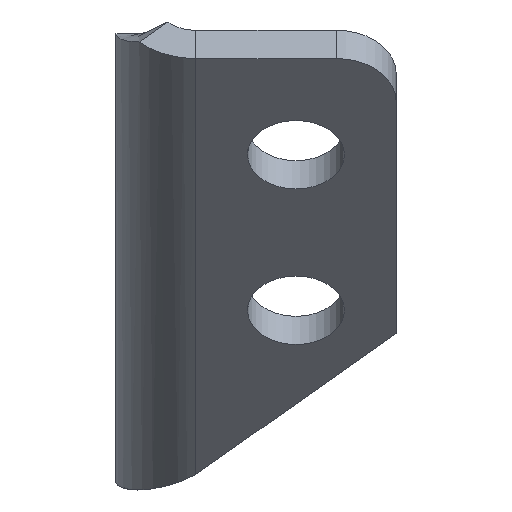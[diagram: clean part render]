
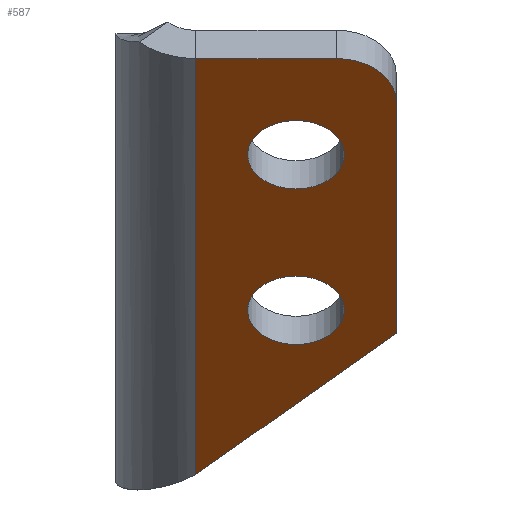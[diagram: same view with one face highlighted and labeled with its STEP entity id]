
A CAD part, left-side view. The second image highlights one B-rep face of the part: STEP entity #587.
In plain terms, the highlighted planar face has unit normal (-0.707, 0, -0.707).
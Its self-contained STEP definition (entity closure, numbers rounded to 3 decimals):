
#25=FACE_BOUND('',#120,.T.);
#26=FACE_BOUND('',#121,.T.);
#50=CIRCLE('',#641,3.);
#51=CIRCLE('',#642,2.42);
#52=CIRCLE('',#643,2.42);
#84=FACE_OUTER_BOUND('',#119,.T.);
#119=EDGE_LOOP('',(#422,#423,#424,#425,#426));
#120=EDGE_LOOP('',(#427));
#121=EDGE_LOOP('',(#428));
#164=LINE('',#856,#217);
#165=LINE('',#859,#218);
#172=LINE('',#895,#225);
#173=LINE('',#898,#226);
#217=VECTOR('',#693,10.);
#218=VECTOR('',#696,10.);
#225=VECTOR('',#719,10.);
#226=VECTOR('',#722,10.);
#266=VERTEX_POINT('',#847);
#270=VERTEX_POINT('',#854);
#271=VERTEX_POINT('',#858);
#281=VERTEX_POINT('',#894);
#282=VERTEX_POINT('',#896);
#283=VERTEX_POINT('',#899);
#284=VERTEX_POINT('',#901);
#322=EDGE_CURVE('',#266,#270,#164,.T.);
#323=EDGE_CURVE('',#271,#266,#165,.T.);
#337=EDGE_CURVE('',#270,#281,#172,.T.);
#338=EDGE_CURVE('',#281,#282,#50,.T.);
#339=EDGE_CURVE('',#282,#271,#173,.T.);
#340=EDGE_CURVE('',#283,#283,#51,.T.);
#341=EDGE_CURVE('',#284,#284,#52,.T.);
#422=ORIENTED_EDGE('',*,*,#323,.T.);
#423=ORIENTED_EDGE('',*,*,#322,.T.);
#424=ORIENTED_EDGE('',*,*,#337,.T.);
#425=ORIENTED_EDGE('',*,*,#338,.T.);
#426=ORIENTED_EDGE('',*,*,#339,.T.);
#427=ORIENTED_EDGE('',*,*,#340,.T.);
#428=ORIENTED_EDGE('',*,*,#341,.T.);
#570=PLANE('',#640);
#587=ADVANCED_FACE('',(#84,#25,#26),#570,.T.);
#640=AXIS2_PLACEMENT_3D('',#893,#717,#718);
#641=AXIS2_PLACEMENT_3D('',#897,#720,#721);
#642=AXIS2_PLACEMENT_3D('',#900,#723,#724);
#643=AXIS2_PLACEMENT_3D('',#902,#725,#726);
#693=DIRECTION('',(-0.5,-0.707,0.5));
#696=DIRECTION('',(0.707,0.,-0.707));
#717=DIRECTION('center_axis',(-0.707,0.,
-0.707));
#718=DIRECTION('ref_axis',(0.5,0.707,-0.5));
#719=DIRECTION('',(-0.707,0.,0.707));
#720=DIRECTION('center_axis',(-0.707,0.,
-0.707));
#721=DIRECTION('ref_axis',(0.,-1.,0.));
#722=DIRECTION('',(0.,1.,0.));
#723=DIRECTION('center_axis',(0.707,0.,0.707));
#724=DIRECTION('ref_axis',(0.5,0.707,-0.5));
#725=DIRECTION('center_axis',(0.707,0.,0.707));
#726=DIRECTION('ref_axis',(0.5,0.707,-0.5));
#847=CARTESIAN_POINT('',(-11.928,-2.,-22.03));
#854=CARTESIAN_POINT('',(-19.,-12.,-14.958));
#856=CARTESIAN_POINT('',(7.442,25.393,-41.4));
#858=CARTESIAN_POINT('',(-32.729,-2.,-1.229));
#859=CARTESIAN_POINT('',(-14.179,-2.,-19.779));
#893=CARTESIAN_POINT('Origin',(-11.379,14.616,-22.579));
#894=CARTESIAN_POINT('',(-30.608,-12.,-3.35));
#895=CARTESIAN_POINT('',(-30.608,-12.,-3.35));
#896=CARTESIAN_POINT('',(-32.729,-9.,-1.229));
#897=CARTESIAN_POINT('Origin',(-30.608,-9.,-3.35));
#898=CARTESIAN_POINT('',(-32.729,0.262,-1.229));
#899=CARTESIAN_POINT('',(-21.352,-8.711,-12.605));
#900=CARTESIAN_POINT('Origin',(-20.142,-7.,-13.815));
#901=CARTESIAN_POINT('',(-29.131,-8.711,-4.827));
#902=CARTESIAN_POINT('Origin',(-27.921,-7.,-6.037));
